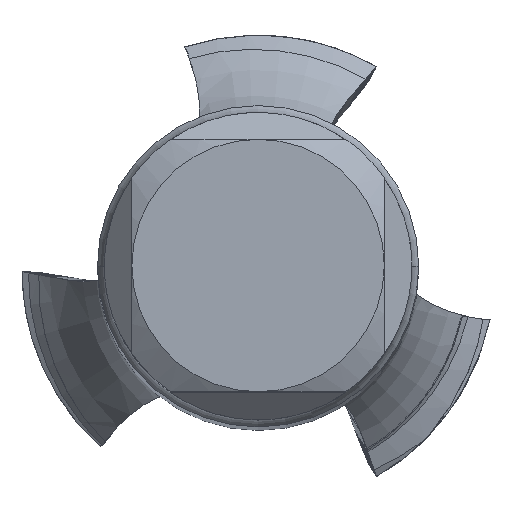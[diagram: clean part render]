
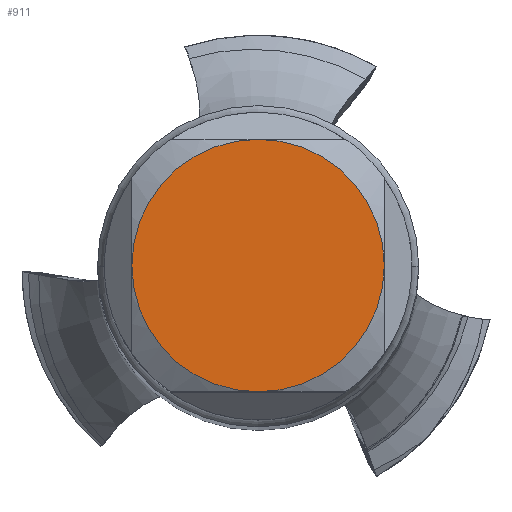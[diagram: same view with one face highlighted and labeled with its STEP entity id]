
A CAD part, top view. The second image highlights one B-rep face of the part: STEP entity #911.
In plain terms, the highlighted planar face has unit normal (0, 0, 1).
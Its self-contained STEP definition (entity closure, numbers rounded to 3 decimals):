
#911=ADVANCED_FACE('',(#1246),#1205,.F.);
#1205=PLANE('',#5346);
#1246=FACE_OUTER_BOUND('',#1540,.T.);
#1540=EDGE_LOOP('',(#1834,#1835,#1836,#1837));
#1834=ORIENTED_EDGE('',*,*,#4115,.T.);
#1835=ORIENTED_EDGE('',*,*,#4116,.T.);
#1836=ORIENTED_EDGE('',*,*,#4117,.T.);
#1837=ORIENTED_EDGE('',*,*,#4118,.T.);
#3548=VERTEX_POINT('',#5824);
#3549=VERTEX_POINT('',#5825);
#3550=VERTEX_POINT('',#5827);
#3551=VERTEX_POINT('',#5829);
#4115=EDGE_CURVE('',#3548,#3549,#4972,.T.);
#4116=EDGE_CURVE('',#3549,#3550,#4973,.T.);
#4117=EDGE_CURVE('',#3550,#3551,#4974,.T.);
#4118=EDGE_CURVE('',#3551,#3548,#4975,.T.);
#4972=CIRCLE('',#5342,2.75);
#4973=CIRCLE('',#5343,2.75);
#4974=CIRCLE('',#5344,2.75);
#4975=CIRCLE('',#5345,2.75);
#5342=AXIS2_PLACEMENT_3D('',#5823,#5478,#5479);
#5343=AXIS2_PLACEMENT_3D('',#5826,#5480,#5481);
#5344=AXIS2_PLACEMENT_3D('',#5828,#5482,#5483);
#5345=AXIS2_PLACEMENT_3D('',#5830,#5484,#5485);
#5346=AXIS2_PLACEMENT_3D('',#5831,#5486,#5487);
#5478=DIRECTION('',(0.,0.,1.));
#5479=DIRECTION('',(1.,0.,0.));
#5480=DIRECTION('',(0.,0.,1.));
#5481=DIRECTION('',(1.,0.,0.));
#5482=DIRECTION('',(0.,0.,1.));
#5483=DIRECTION('',(1.,0.,0.));
#5484=DIRECTION('',(0.,0.,1.));
#5485=DIRECTION('',(1.,0.,0.));
#5486=DIRECTION('',(0.,0.,-1.));
#5487=DIRECTION('',(-1.,0.,0.));
#5823=CARTESIAN_POINT('',(0.,0.,0.));
#5824=CARTESIAN_POINT('',(0.,2.75,0.));
#5825=CARTESIAN_POINT('',(-2.75,0.,0.));
#5826=CARTESIAN_POINT('',(0.,0.,0.));
#5827=CARTESIAN_POINT('',(0.,-2.75,0.));
#5828=CARTESIAN_POINT('',(0.,0.,0.));
#5829=CARTESIAN_POINT('',(2.75,0.,0.));
#5830=CARTESIAN_POINT('',(0.,0.,0.));
#5831=CARTESIAN_POINT('',(0.,2.75,0.));
